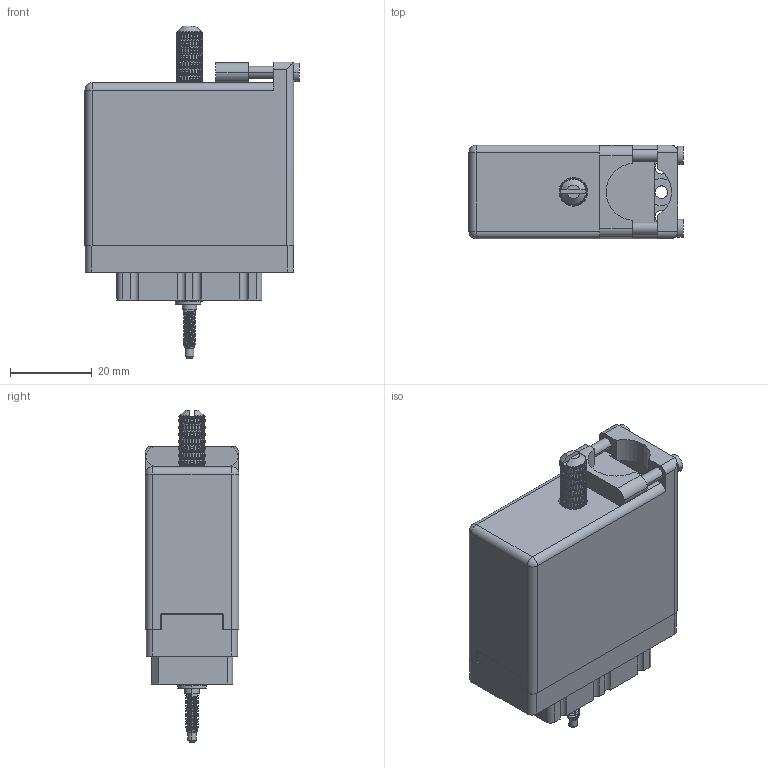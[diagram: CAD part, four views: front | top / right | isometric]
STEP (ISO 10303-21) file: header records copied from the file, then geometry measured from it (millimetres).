
FILE_DESCRIPTION (( 'STEP AP203' ), '1' );
FILE_NAME ('519-036-501-465.STEP', '2020-09-09T21:09:29', ( '' ), ( '' ), 'SwSTEP 2.0', 'SolidWorks 2020', '' );
FILE_SCHEMA (( 'CONFIG_CONTROL_DESIGN' ));
Length unit declared in the file: inch
Products named in the file (9): 519 Receptacle Insulator_036; 516-253-035-100; 516-251-035-100; 519-036-501-465; 516-250-038-111; 516-230-001_Metal - 038 Top Entry; 516-253-138-107; 516-292-001_501 Contact; Actuating Screw Assy 038-056
Assembly tree (44 placements, depth 3):
  519-036-501-465
    519 Receptacle Insulator_036
    516-292-001_501 Contact  x36
    Actuating Screw Assy 038-056
      516-251-035-100
      516-253-035-100  x2
      516-253-138-107
      516-250-038-111
    516-230-001_Metal - 038 Top Entry
Bounding box: 52.27 x 22.83 x 81.03 mm (x, y, z)
Volume: 23642.5 mm3; surface area: 36871.9 mm2
Topology: 43 solids, 43 shells, 4902 faces, 13147 edges, 8348 vertices
Faces by surface type: plane 2196, cylinder 1462, bspline 1222, cone 20, sphere 2
Entity records: 101212 total; most frequent: CARTESIAN_POINT 54277, ORIENTED_EDGE 11706, DIRECTION 6872, EDGE_CURVE 5853, VERTEX_POINT 3510, EDGE_LOOP 2497, ADVANCED_FACE 2376, FACE_OUTER_BOUND 2376
